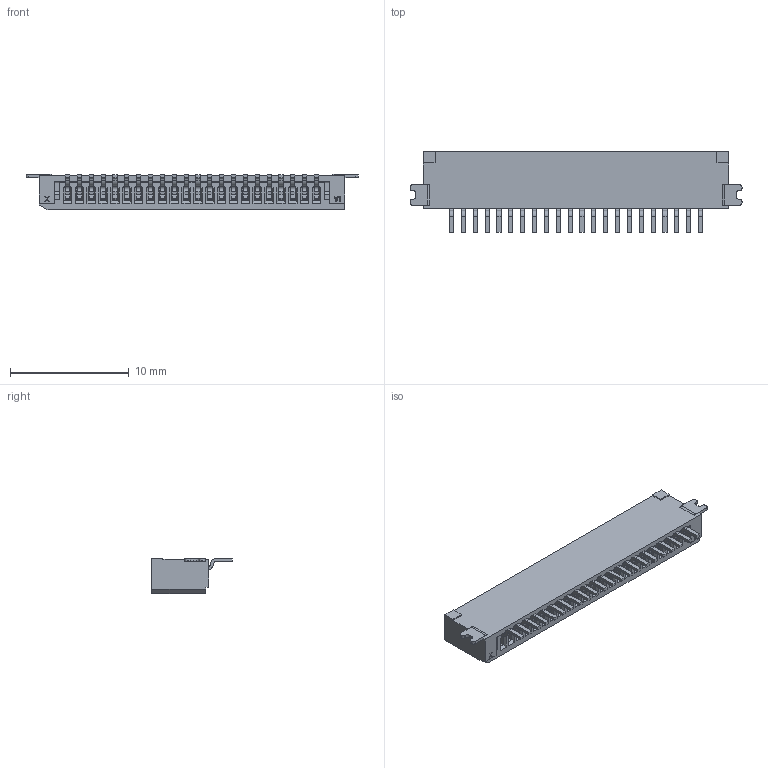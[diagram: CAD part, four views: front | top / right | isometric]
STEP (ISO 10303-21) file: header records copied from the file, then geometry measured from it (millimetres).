
FILE_DESCRIPTION (( 'STEP AP214' ), '1' );
FILE_NAME ('F519-1A7A1-11022-E200.STEP', '2021-01-05T09:35:53', ( '' ), ( '' ), 'SwSTEP 2.0', 'SolidWorks 2020', '' );
FILE_SCHEMA (( 'AUTOMOTIVE_DESIGN' ));
Length unit declared in the file: millimetre
Products named in the file (1): F519-1A7A1-11022-E200
Bounding box: 28 x 6.8 x 3 mm (x, y, z)
Volume: 265.3 mm3; surface area: 958.2 mm2
Topology: 1 solids, 3 shells, 1535 faces, 4143 edges, 2653 vertices
Faces by surface type: plane 902, cylinder 439, torus 132, bspline 62
Entity records: 51396 total; most frequent: CARTESIAN_POINT 13089, ORIENTED_EDGE 8286, DIRECTION 7608, EDGE_CURVE 4143, VECTOR 2732, LINE 2732, VERTEX_POINT 2653, AXIS2_PLACEMENT_3D 2438
